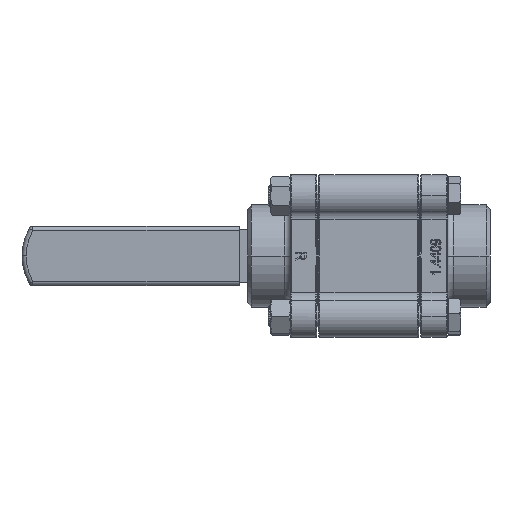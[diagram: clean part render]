
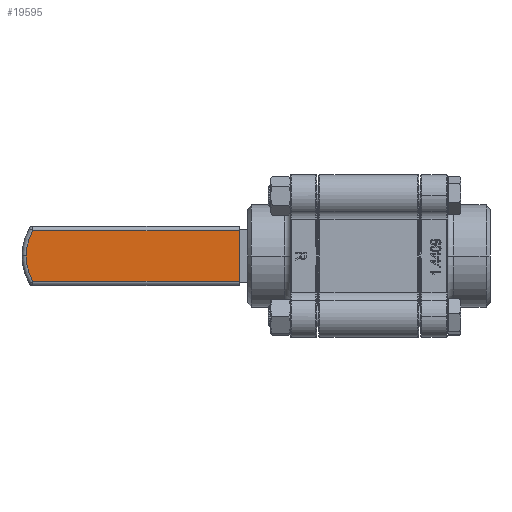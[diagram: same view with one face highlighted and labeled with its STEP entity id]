
A CAD part, front view. The second image highlights one B-rep face of the part: STEP entity #19595.
In plain terms, the highlighted planar face has unit normal (0, -1, 0).
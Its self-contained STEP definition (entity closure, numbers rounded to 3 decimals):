
#250 = VECTOR ( 'NONE', #6001, 1000. ) ;
#919 = DIRECTION ( 'NONE',  ( 0., -1., 0. ) ) ;
#1111 = LINE ( 'NONE', #2400, #31472 ) ;
#2400 = CARTESIAN_POINT ( 'NONE',  ( -160.5, 92.615, 12. ) ) ;
#2873 = CARTESIAN_POINT ( 'NONE',  ( -61.5, 92.615, -12. ) ) ;
#4444 = EDGE_CURVE ( 'NONE', #57977, #50532, #1111, .T. ) ;
#4486 = VERTEX_POINT ( 'NONE', #60421 ) ;
#5148 = DIRECTION ( 'NONE',  ( -1., 0., 0. ) ) ;
#6001 = DIRECTION ( 'NONE',  ( 0., 0., 1. ) ) ;
#8707 = VERTEX_POINT ( 'NONE', #62312 ) ;
#8816 = DIRECTION ( 'NONE',  ( -1., 0., 0. ) ) ;
#10268 = AXIS2_PLACEMENT_3D ( 'NONE', #16961, #59360, #23062 ) ;
#10822 = ORIENTED_EDGE ( 'NONE', *, *, #75933, .T. ) ;
#10848 = AXIS2_PLACEMENT_3D ( 'NONE', #77675, #41434, #5148 ) ;
#16961 = CARTESIAN_POINT ( 'NONE',  ( -138., 92.615, 0. ) ) ;
#17095 = VECTOR ( 'NONE', #75378, 1000. ) ;
#18888 = EDGE_CURVE ( 'NONE', #50532, #30960, #76973, .T. ) ;
#19595 = ADVANCED_FACE ( 'NONE', ( #60689 ), #53410, .F. ) ;
#20039 = EDGE_CURVE ( 'NONE', #4486, #8707, #50181, .T. ) ;
#23062 = DIRECTION ( 'NONE',  ( -1., 0., 0. ) ) ;
#30637 = CARTESIAN_POINT ( 'NONE',  ( -61.5, 92.615, -14. ) ) ;
#30921 = ORIENTED_EDGE ( 'NONE', *, *, #43920, .T. ) ;
#30960 = VERTEX_POINT ( 'NONE', #74420 ) ;
#31472 = VECTOR ( 'NONE', #8816, 1000. ) ;
#37184 = CARTESIAN_POINT ( 'NONE',  ( -138., 92.615, 0. ) ) ;
#38490 = ORIENTED_EDGE ( 'NONE', *, *, #18888, .T. ) ;
#38551 = CIRCLE ( 'NONE', #70638, 24.5 ) ;
#41434 = DIRECTION ( 'NONE',  ( 0., 1., 0. ) ) ;
#42050 = EDGE_LOOP ( 'NONE', ( #30921, #47238, #38490, #10822, #62156 ) ) ;
#43322 = DIRECTION ( 'NONE',  ( -1., 0., 0. ) ) ;
#43920 = EDGE_CURVE ( 'NONE', #8707, #57977, #48636, .T. ) ;
#47238 = ORIENTED_EDGE ( 'NONE', *, *, #4444, .T. ) ;
#48636 = LINE ( 'NONE', #30637, #250 ) ;
#50181 = LINE ( 'NONE', #2873, #17095 ) ;
#50532 = VERTEX_POINT ( 'NONE', #72096 ) ;
#53410 = PLANE ( 'NONE',  #10848 ) ;
#57977 = VERTEX_POINT ( 'NONE', #72206 ) ;
#59360 = DIRECTION ( 'NONE',  ( 0., -1., 0. ) ) ;
#60421 = CARTESIAN_POINT ( 'NONE',  ( -159.36, 92.615, -12. ) ) ;
#60689 = FACE_OUTER_BOUND ( 'NONE', #42050, .T. ) ;
#62156 = ORIENTED_EDGE ( 'NONE', *, *, #20039, .T. ) ;
#62312 = CARTESIAN_POINT ( 'NONE',  ( -61.5, 92.615, -12. ) ) ;
#70638 = AXIS2_PLACEMENT_3D ( 'NONE', #37184, #919, #43322 ) ;
#72096 = CARTESIAN_POINT ( 'NONE',  ( -159.36, 92.615, 12. ) ) ;
#72206 = CARTESIAN_POINT ( 'NONE',  ( -61.5, 92.615, 12. ) ) ;
#74420 = CARTESIAN_POINT ( 'NONE',  ( -162.5, 92.615, 0. ) ) ;
#75378 = DIRECTION ( 'NONE',  ( 1., 0., 0. ) ) ;
#75933 = EDGE_CURVE ( 'NONE', #30960, #4486, #38551, .T. ) ;
#76973 = CIRCLE ( 'NONE', #10268, 24.5 ) ;
#77675 = CARTESIAN_POINT ( 'NONE',  ( -138., 92.615, 0. ) ) ;
